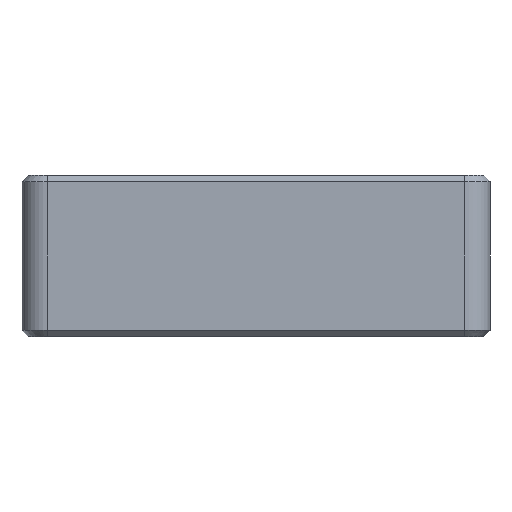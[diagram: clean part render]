
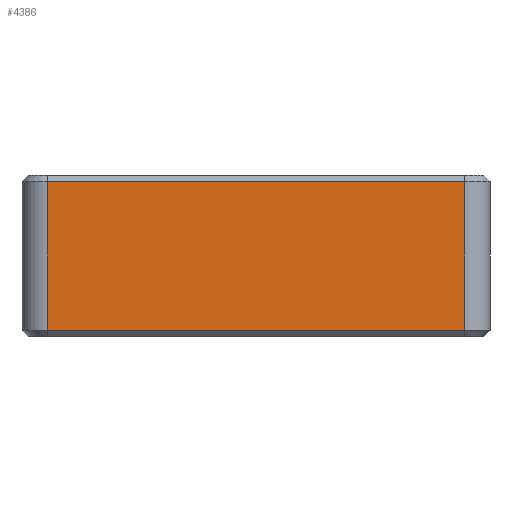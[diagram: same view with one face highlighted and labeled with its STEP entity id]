
A CAD part, left-side view. The second image highlights one B-rep face of the part: STEP entity #4386.
In plain terms, the highlighted planar face has unit normal (-1, 0, 0).
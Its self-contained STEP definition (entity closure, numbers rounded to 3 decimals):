
#406=FACE_OUTER_BOUND('',#654,.T.);
#654=EDGE_LOOP('',(#3950,#3951,#3952,#3953));
#961=LINE('',#6705,#1481);
#975=LINE('',#6744,#1495);
#1174=LINE('',#7246,#1694);
#1175=LINE('',#7248,#1695);
#1481=VECTOR('',#5248,10.);
#1495=VECTOR('',#5288,10.);
#1694=VECTOR('',#5783,10.);
#1695=VECTOR('',#5786,10.);
#1958=VERTEX_POINT('',#6699);
#1959=VERTEX_POINT('',#6703);
#1968=VERTEX_POINT('',#6734);
#1970=VERTEX_POINT('',#6740);
#2464=EDGE_CURVE('',#1958,#1959,#961,.T.);
#2483=EDGE_CURVE('',#1968,#1970,#975,.T.);
#2726=EDGE_CURVE('',#1958,#1970,#1174,.T.);
#2727=EDGE_CURVE('',#1959,#1968,#1175,.T.);
#3950=ORIENTED_EDGE('',*,*,#2464,.F.);
#3951=ORIENTED_EDGE('',*,*,#2726,.T.);
#3952=ORIENTED_EDGE('',*,*,#2483,.F.);
#3953=ORIENTED_EDGE('',*,*,#2727,.F.);
#4159=PLANE('',#4691);
#4386=ADVANCED_FACE('',(#406),#4159,.T.);
#4691=AXIS2_PLACEMENT_3D('',#7247,#5784,#5785);
#5248=DIRECTION('',(0.,1.,0.));
#5288=DIRECTION('',(0.,-1.,0.));
#5783=DIRECTION('',(0.,0.,1.));
#5784=DIRECTION('center_axis',(-1.,0.,0.));
#5785=DIRECTION('ref_axis',(0.,-1.,0.));
#5786=DIRECTION('',(0.,0.,1.));
#6699=CARTESIAN_POINT('',(-37.,-33.,-1.));
#6703=CARTESIAN_POINT('',(-37.,33.,-1.));
#6705=CARTESIAN_POINT('',(-37.,16.5,-1.));
#6734=CARTESIAN_POINT('',(-37.,33.,22.5));
#6740=CARTESIAN_POINT('',(-37.,-33.,22.5));
#6744=CARTESIAN_POINT('',(-37.,16.5,22.5));
#7246=CARTESIAN_POINT('',(-37.,-33.,0.));
#7247=CARTESIAN_POINT('Origin',(-37.,33.,0.));
#7248=CARTESIAN_POINT('',(-37.,33.,0.));
